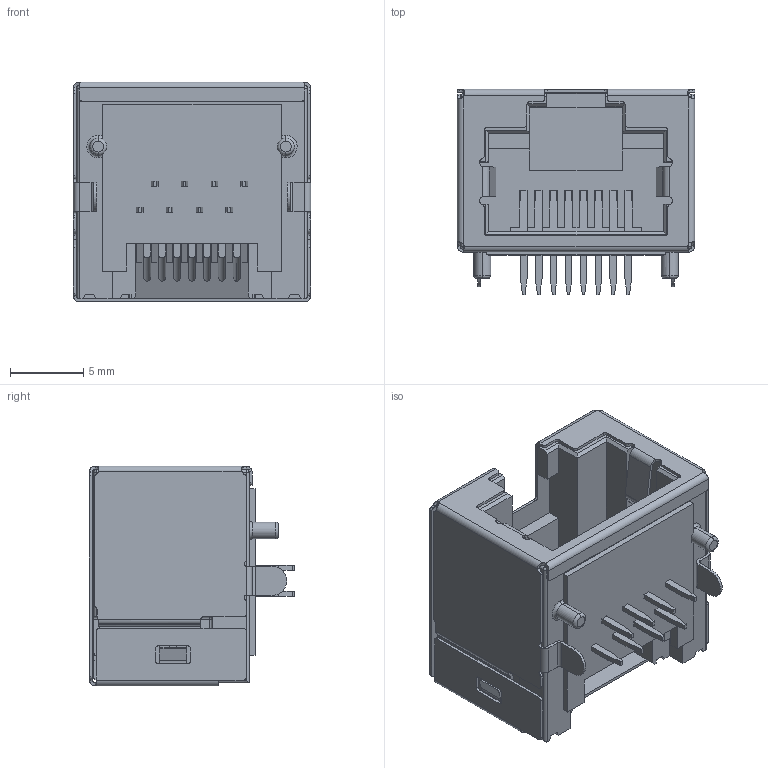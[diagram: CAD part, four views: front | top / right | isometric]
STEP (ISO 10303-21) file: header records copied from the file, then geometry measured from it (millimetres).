
FILE_DESCRIPTION (( 'STEP AP203' ), '1' );
FILE_NAME ('J6F018892N00112.STEP', '2020-03-24T12:55:43', ( '' ), ( '' ), 'SwSTEP 2.0', 'SolidWorks 2016', '' );
FILE_SCHEMA (( 'CONFIG_CONTROL_DESIGN' ));
Length unit declared in the file: millimetre
Products named in the file (4): J6F018892N00112; 6F Insulator; 6F Shield; 6F Contacts
Assembly tree (3 placements, depth 2):
  J6F018892N00112
    6F Insulator
    6F Contacts
    6F Shield
Bounding box: 16.2 x 14 x 15 mm (x, y, z)
Volume: 1336.1 mm3; surface area: 3711.4 mm2
Topology: 10 solids, 14 shells, 960 faces, 2651 edges, 1713 vertices
Faces by surface type: plane 695, cylinder 223, bspline 26, torus 10, sphere 6
Entity records: 32046 total; most frequent: CARTESIAN_POINT 7103, ORIENTED_EDGE 5292, DIRECTION 4845, EDGE_CURVE 2646, LINE 2129, VECTOR 2129, VERTEX_POINT 1713, AXIS2_PLACEMENT_3D 1358
